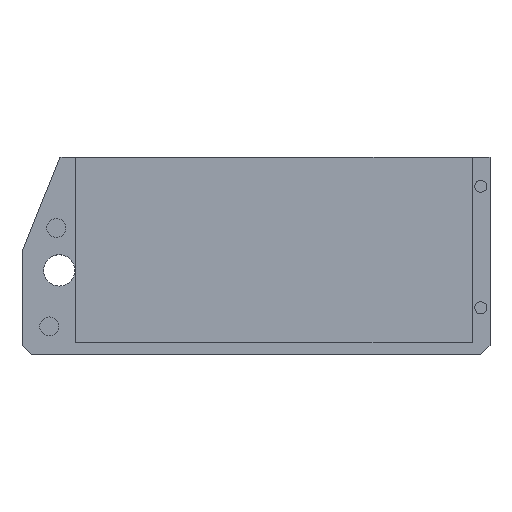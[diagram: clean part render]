
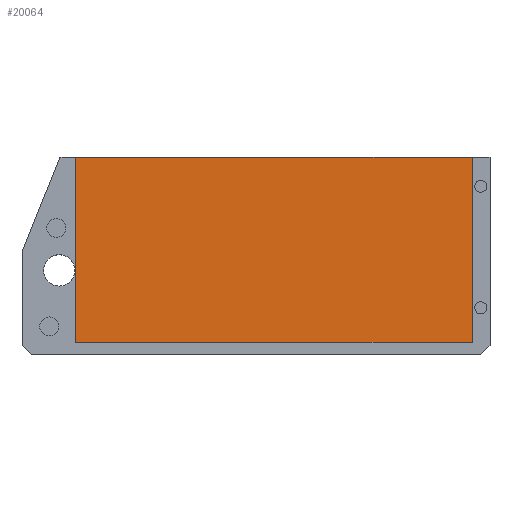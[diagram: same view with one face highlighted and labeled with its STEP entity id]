
A CAD part, top view. The second image highlights one B-rep face of the part: STEP entity #20064.
In plain terms, the highlighted planar face has unit normal (0, 0, 1).
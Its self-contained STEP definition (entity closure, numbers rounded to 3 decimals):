
#46=PLANE('',#21119);
#1077=FACE_OUTER_BOUND('',#2123,.T.);
#2123=EDGE_LOOP('',(#14898,#14899,#14900,#14901));
#3957=LINE('',#28832,#6932);
#3958=LINE('',#28834,#6933);
#3959=LINE('',#28836,#6934);
#3960=LINE('',#28837,#6935);
#6932=VECTOR('',#22985,10.);
#6933=VECTOR('',#22986,10.);
#6934=VECTOR('',#22987,10.);
#6935=VECTOR('',#22988,10.);
#9921=VERTEX_POINT('',#28830);
#9922=VERTEX_POINT('',#28831);
#9923=VERTEX_POINT('',#28833);
#9924=VERTEX_POINT('',#28835);
#11904=EDGE_CURVE('',#9921,#9922,#3957,.T.);
#11905=EDGE_CURVE('',#9923,#9921,#3958,.T.);
#11906=EDGE_CURVE('',#9924,#9923,#3959,.T.);
#11907=EDGE_CURVE('',#9922,#9924,#3960,.T.);
#14898=ORIENTED_EDGE('',*,*,#11904,.F.);
#14899=ORIENTED_EDGE('',*,*,#11905,.F.);
#14900=ORIENTED_EDGE('',*,*,#11906,.F.);
#14901=ORIENTED_EDGE('',*,*,#11907,.F.);
#20064=ADVANCED_FACE('',(#1077),#46,.T.);
#21119=AXIS2_PLACEMENT_3D('',#28829,#22983,#22984);
#22983=DIRECTION('center_axis',(0.,0.,1.));
#22984=DIRECTION('ref_axis',(1.,0.,0.));
#22985=DIRECTION('',(0.,-1.,0.));
#22986=DIRECTION('',(1.,0.,0.));
#22987=DIRECTION('',(0.,1.,0.));
#22988=DIRECTION('',(-1.,0.,0.));
#28829=CARTESIAN_POINT('Origin',(-83.572,43.056,-21.432));
#28830=CARTESIAN_POINT('',(-26.072,69.95,-21.432));
#28831=CARTESIAN_POINT('',(-26.072,43.056,-21.432));
#28832=CARTESIAN_POINT('',(-26.072,43.056,-21.432));
#28833=CARTESIAN_POINT('',(-83.572,69.95,-21.432));
#28834=CARTESIAN_POINT('',(-83.572,69.95,-21.432));
#28835=CARTESIAN_POINT('',(-83.572,43.056,-21.432));
#28836=CARTESIAN_POINT('',(-83.572,43.056,-21.432));
#28837=CARTESIAN_POINT('',(-82.662,43.056,-21.432));
